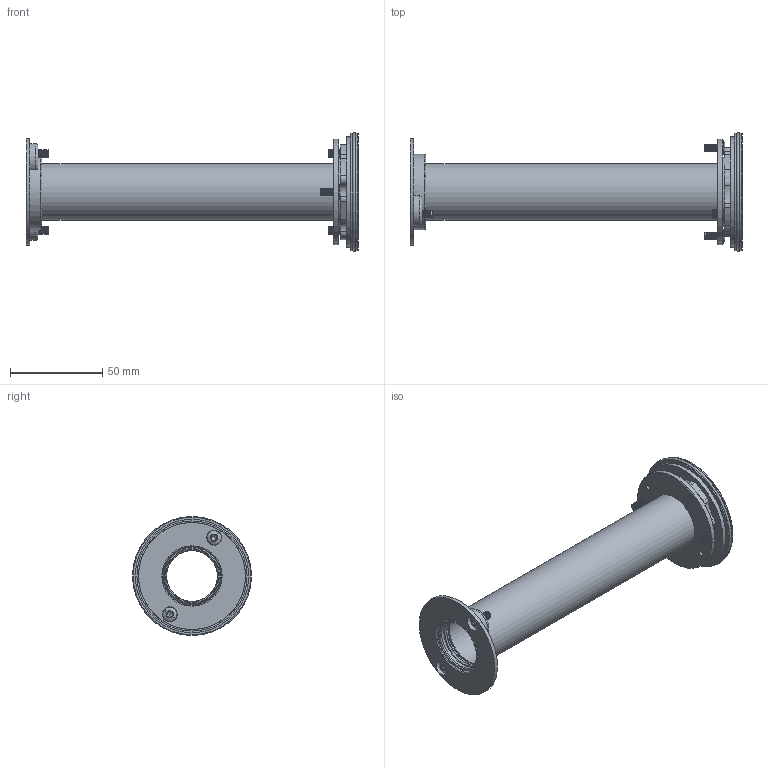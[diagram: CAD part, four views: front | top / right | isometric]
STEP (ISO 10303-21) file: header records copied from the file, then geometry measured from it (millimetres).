
FILE_DESCRIPTION (( 'STEP AP214' ), '1' );
FILE_NAME ('0186-0381_240105_PB10-70x80-L.STEP', '2024-01-05T10:21:06', ( '' ), ( '' ), 'SwSTEP 2.0', 'SolidWorks 2023', '' );
FILE_SCHEMA (( 'AUTOMOTIVE_DESIGN' ));
Length unit declared in the file: millimetre
Products named in the file (9): 0230-0344_Lins.-Schr_I-6rd_M4x8_INOX-Tuf; Oring-600x15; PBT10-70x..._PBT10-70x80; 0230-0357_Lins.-Schr_I-6rd_M4x12_INOX-Tuf; PS10k-AV70W; PS10k-AH70-A02!2; PAW01_PAW01-28; Oring-340x15_ORM-0340-15; 0186-0381_240105_PB10-70x80-L
Assembly tree (13 placements, depth 2):
  0186-0381_240105_PB10-70x80-L
    0230-0344_Lins.-Schr_I-6rd_M4x8_INOX-Tuf  x4
    Oring-340x15_ORM-0340-15
    PS10k-AH70-A02!2
    Oring-600x15
    PAW01_PAW01-28  x2
    0230-0357_Lins.-Schr_I-6rd_M4x12_INOX-Tuf  x2
    PBT10-70x..._PBT10-70x80
    PS10k-AV70W
Bounding box: 180 x 64.5 x 64.5 mm (x, y, z)
Volume: 50074.7 mm3; surface area: 58620.3 mm2
Topology: 13 solids, 13 shells, 623 faces, 1443 edges, 861 vertices
Faces by surface type: cylinder 271, cone 206, plane 83, bspline 30, torus 25, sphere 8
Full cylindrical faces by diameter (mm): 2.5 x2, 4.3 x8, 8.2 x2, 8.35 x2, 9 x2, 28 x1, 28.3 x1, 28.8 x2, 30 x1, 30.6 x1, 31.7 x2, 34 x1, 34.1 x1, 36.48 x2, 37.8 x2, 37.9 x1, 38 x1, 41 x1, 57 x1, 58 x1, 59.7 x1, 61.5 x1, 63.7 x2
Entity records: 11425 total; most frequent: CARTESIAN_POINT 4441, DIRECTION 1420, ORIENTED_EDGE 1192, AXIS2_PLACEMENT_3D 621, EDGE_CURVE 596, EDGE_LOOP 412, VERTEX_POINT 390, FACE_OUTER_BOUND 342
